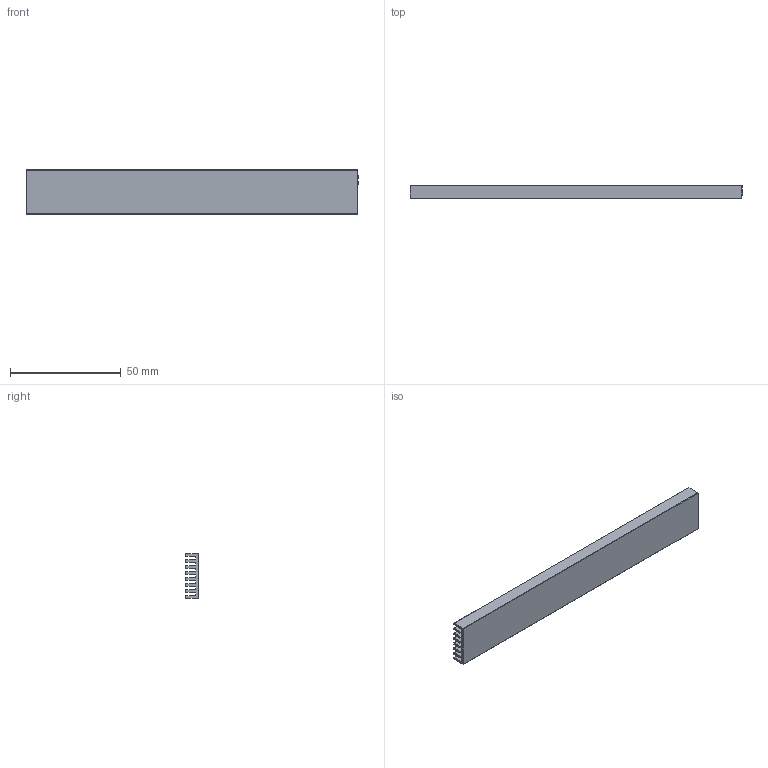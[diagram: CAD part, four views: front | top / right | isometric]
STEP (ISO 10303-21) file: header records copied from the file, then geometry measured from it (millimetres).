
FILE_DESCRIPTION (( 'STEP AP214' ), '1' );
FILE_NAME ('Heat Sink, 150x20x6mm, 7 Tooth 1mm, Space 2.STEP', '2018-08-22T19:15:10', ( '' ), ( '' ), 'SwSTEP 2.0', 'SolidWorks 2018', '' );
FILE_SCHEMA (( 'AUTOMOTIVE_DESIGN' ));
Length unit declared in the file: millimetre
Products named in the file (1): Heat Sink, 150x20x6mm, 7 Tooth 1mm, Space 2
Bounding box: 150 x 6 x 20 mm (x, y, z)
Volume: 9354.8 mm3; surface area: 17592.7 mm2
Topology: 1 solids, 1 shells, 66 faces, 192 edges, 128 vertices
Faces by surface type: plane 34, cylinder 32
Entity records: 2234 total; most frequent: DIRECTION 390, CARTESIAN_POINT 387, ORIENTED_EDGE 384, EDGE_CURVE 192, AXIS2_PLACEMENT_3D 131, VERTEX_POINT 128, LINE 128, VECTOR 128
